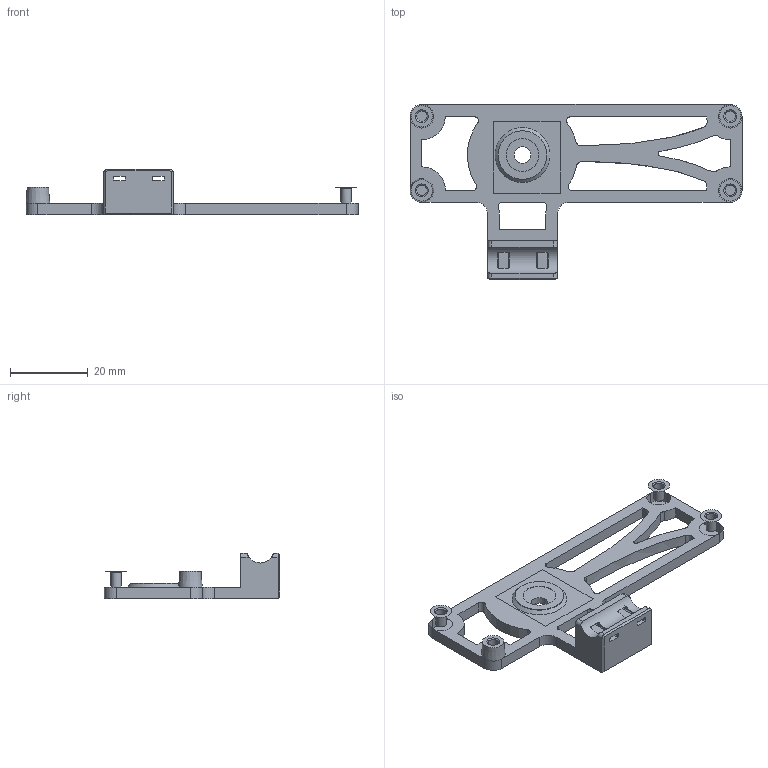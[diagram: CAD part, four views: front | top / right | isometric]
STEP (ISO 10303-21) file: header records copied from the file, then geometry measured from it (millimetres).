
FILE_DESCRIPTION(/* description */ (''),/* implementation_level */ '2;1');
FILE_NAME(/* name */ 'BTT U2C Mount.step',/* time_stamp */ '2024-09-09T14:29:01+02:00',/* author */ (''),/* organization */ (''),/* preprocessor_version */ 'ST-DEVELOPER v20',/* originating_system */ 'Autodesk Translation Framework v13.14.0.145',/* authorisation */ '');
FILE_SCHEMA (('AUTOMOTIVE_DESIGN { 1 0 10303 214 3 1 1 }'));
Length unit declared in the file: millimetre
Products named in the file (1): BTT U2C Mount Alternative
Bounding box: 85.47 x 45.14 x 11.67 mm (x, y, z)
Volume: 6793.8 mm3; surface area: 6117.8 mm2
Topology: 1 solids, 1 shells, 117 faces, 327 edges, 216 vertices
Faces by surface type: cylinder 47, plane 47, cone 12, bspline 11
Full cylindrical faces by diameter (mm): 2.7 x4, 4.3 x1, 8.425 x1, 12.484 x1
Entity records: 4371 total; most frequent: CARTESIAN_POINT 1294, ORIENTED_EDGE 654, DIRECTION 607, EDGE_CURVE 327, AXIS2_PLACEMENT_3D 221, VERTEX_POINT 216, LINE 165, VECTOR 165
